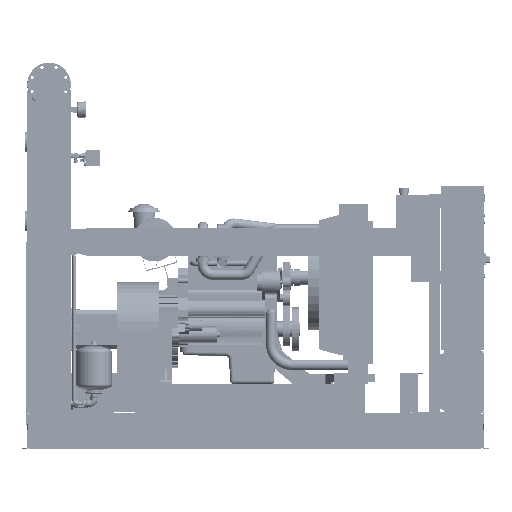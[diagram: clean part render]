
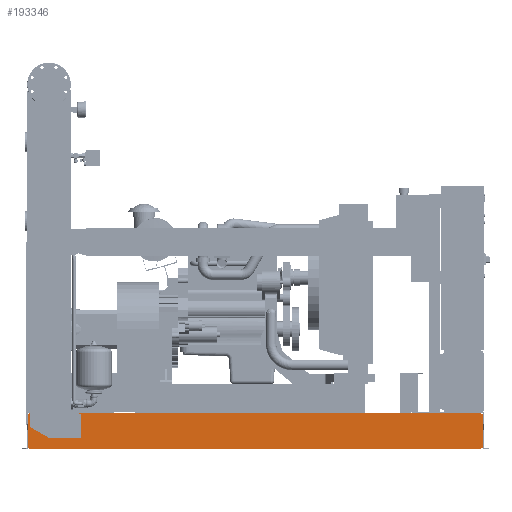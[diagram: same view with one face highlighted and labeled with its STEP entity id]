
A CAD part, front view. The second image highlights one B-rep face of the part: STEP entity #193346.
In plain terms, the highlighted free-form (B-spline) face has degree [1, 1] with [2, 2] control points.
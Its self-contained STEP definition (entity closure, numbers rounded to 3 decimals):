
#188287=CARTESIAN_POINT('',(-113.0,-738.5,202.));
#188288=VERTEX_POINT('',#188287);
#188295=CARTESIAN_POINT('',(-113.0,-738.5,208.));
#188296=VERTEX_POINT('',#188295);
#188297=CARTESIAN_POINT('',(-113.0,-738.5,202.));
#188298=DIRECTION('',(0.0,0.0,1.0));
#188299=VECTOR('',#188298,6.);
#188300=LINE('',#188297,#188299);
#188301=EDGE_CURVE('',#188288,#188296,#188300,.T.);
#191620=CARTESIAN_POINT('',(2481.0,-738.5,208.));
#191621=VERTEX_POINT('',#191620);
#191622=CARTESIAN_POINT('',(-113.0,-738.5,208.));
#191623=DIRECTION('',(1.0,0.0,0.0));
#191624=VECTOR('',#191623,2594.0);
#191625=LINE('',#191622,#191624);
#191626=EDGE_CURVE('',#188296,#191621,#191625,.T.);
#192923=CARTESIAN_POINT('',(2489.0,-738.5,202.));
#192924=VERTEX_POINT('',#192923);
#192931=CARTESIAN_POINT('',(2489.0,-738.5,112.689));
#192932=VERTEX_POINT('',#192931);
#192933=CARTESIAN_POINT('',(2489.0,-738.5,112.689));
#192934=DIRECTION('',(0.0,0.0,1.0));
#192935=VECTOR('',#192934,89.311);
#192936=LINE('',#192933,#192935);
#192937=EDGE_CURVE('',#192932,#192924,#192936,.T.);
#193260=CARTESIAN_POINT('',(-121.0,-738.5,3.));
#193261=CARTESIAN_POINT('',(-121.0,-738.5,208.));
#193262=CARTESIAN_POINT('',(2489.0,-738.5,3.));
#193263=CARTESIAN_POINT('',(2489.0,-738.5,208.));
#193264=B_SPLINE_SURFACE_WITH_KNOTS('',1,1,((#193260,#193262),(#193261,#193263)),.UNSPECIFIED.,.F.,.F.,.U.,(2,2),(2,2),(0.0,205.),(0.0,2610.0),.UNSPECIFIED.);
#193265=CARTESIAN_POINT('',(2489.0,-738.5,6.));
#193266=VERTEX_POINT('',#193265);
#193267=CARTESIAN_POINT('',(2489.0,-738.5,6.));
#193268=DIRECTION('',(0.0,0.0,1.0));
#193269=VECTOR('',#193268,106.689);
#193270=LINE('',#193267,#193269);
#193271=EDGE_CURVE('',#193266,#192932,#193270,.T.);
#193272=ORIENTED_EDGE('',*,*,#193271,.T.);
#193273=ORIENTED_EDGE('',*,*,#192937,.T.);
#193274=CARTESIAN_POINT('',(2481.0,-738.5,202.));
#193275=VERTEX_POINT('',#193274);
#193276=CARTESIAN_POINT('',(2489.0,-738.5,202.));
#193277=DIRECTION('',(-1.0,0.0,0.0));
#193278=VECTOR('',#193277,8.0);
#193279=LINE('',#193276,#193278);
#193280=EDGE_CURVE('',#192924,#193275,#193279,.T.);
#193281=ORIENTED_EDGE('',*,*,#193280,.T.);
#193282=CARTESIAN_POINT('',(2481.0,-738.5,208.));
#193283=DIRECTION('',(0.0,0.0,-1.0));
#193284=VECTOR('',#193283,6.);
#193285=LINE('',#193282,#193284);
#193286=EDGE_CURVE('',#191621,#193275,#193285,.T.);
#193287=ORIENTED_EDGE('',*,*,#193286,.F.);
#193288=ORIENTED_EDGE('',*,*,#191626,.F.);
#193289=ORIENTED_EDGE('',*,*,#188301,.F.);
#193290=CARTESIAN_POINT('',(-121.0,-738.5,202.));
#193291=VERTEX_POINT('',#193290);
#193292=CARTESIAN_POINT('',(-113.0,-738.5,202.));
#193293=DIRECTION('',(-1.0,0.0,0.0));
#193294=VECTOR('',#193293,8.0);
#193295=LINE('',#193292,#193294);
#193296=EDGE_CURVE('',#188288,#193291,#193295,.T.);
#193297=ORIENTED_EDGE('',*,*,#193296,.T.);
#193298=CARTESIAN_POINT('',(-121.0,-738.5,6.));
#193299=VERTEX_POINT('',#193298);
#193300=CARTESIAN_POINT('',(-121.0,-738.5,202.));
#193301=DIRECTION('',(0.0,0.0,-1.0));
#193302=VECTOR('',#193301,196.);
#193303=LINE('',#193300,#193302);
#193304=EDGE_CURVE('',#193291,#193299,#193303,.T.);
#193305=ORIENTED_EDGE('',*,*,#193304,.T.);
#193306=CARTESIAN_POINT('',(-113.0,-738.5,6.));
#193307=VERTEX_POINT('',#193306);
#193308=CARTESIAN_POINT('',(-121.0,-738.5,6.));
#193309=DIRECTION('',(1.0,0.0,0.0));
#193310=VECTOR('',#193309,8.0);
#193311=LINE('',#193308,#193310);
#193312=EDGE_CURVE('',#193299,#193307,#193311,.T.);
#193313=ORIENTED_EDGE('',*,*,#193312,.T.);
#193314=CARTESIAN_POINT('',(-113.0,-738.5,3.));
#193315=VERTEX_POINT('',#193314);
#193316=CARTESIAN_POINT('',(-113.0,-738.5,3.));
#193317=DIRECTION('',(0.0,0.0,1.0));
#193318=VECTOR('',#193317,3.);
#193319=LINE('',#193316,#193318);
#193320=EDGE_CURVE('',#193315,#193307,#193319,.T.);
#193321=ORIENTED_EDGE('',*,*,#193320,.F.);
#193322=CARTESIAN_POINT('',(2481.0,-738.5,3.));
#193323=VERTEX_POINT('',#193322);
#193324=CARTESIAN_POINT('',(2481.0,-738.5,3.));
#193325=DIRECTION('',(-1.0,0.0,0.0));
#193326=VECTOR('',#193325,2594.0);
#193327=LINE('',#193324,#193326);
#193328=EDGE_CURVE('',#193323,#193315,#193327,.T.);
#193329=ORIENTED_EDGE('',*,*,#193328,.F.);
#193330=CARTESIAN_POINT('',(2481.0,-738.5,6.));
#193331=VERTEX_POINT('',#193330);
#193332=CARTESIAN_POINT('',(2481.0,-738.5,6.));
#193333=DIRECTION('',(0.0,0.0,-1.0));
#193334=VECTOR('',#193333,3.);
#193335=LINE('',#193332,#193334);
#193336=EDGE_CURVE('',#193331,#193323,#193335,.T.);
#193337=ORIENTED_EDGE('',*,*,#193336,.F.);
#193338=CARTESIAN_POINT('',(2481.0,-738.5,6.));
#193339=DIRECTION('',(1.0,0.0,0.0));
#193340=VECTOR('',#193339,8.0);
#193341=LINE('',#193338,#193340);
#193342=EDGE_CURVE('',#193331,#193266,#193341,.T.);
#193343=ORIENTED_EDGE('',*,*,#193342,.T.);
#193344=EDGE_LOOP('',(#193272,#193273,#193281,#193287,#193288,#193289,#193297,#193305,#193313,#193321,#193329,#193337,#193343));
#193345=FACE_OUTER_BOUND('',#193344,.T.);
#193346=ADVANCED_FACE('',(#193345),#193264,.F.);
